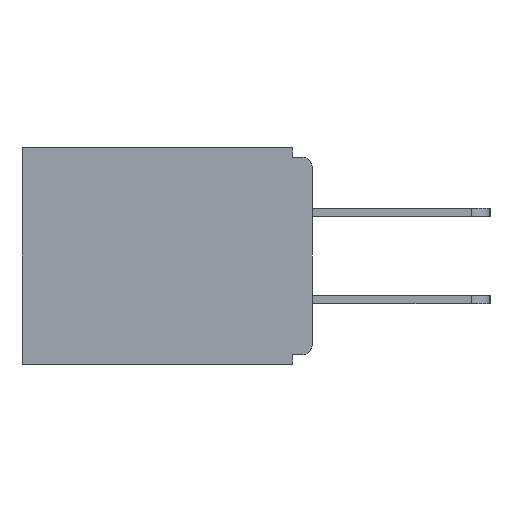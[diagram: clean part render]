
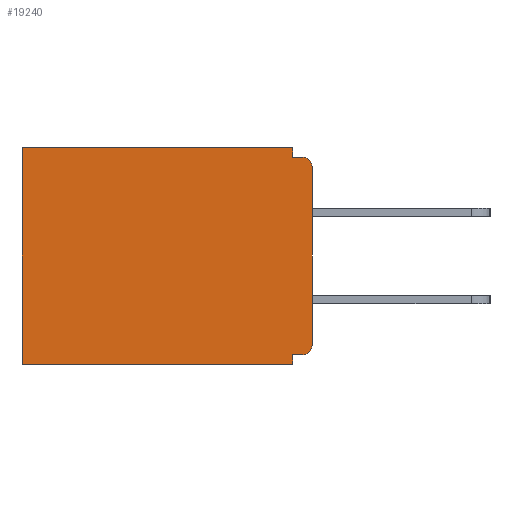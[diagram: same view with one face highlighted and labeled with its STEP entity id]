
A CAD part, left-side view. The second image highlights one B-rep face of the part: STEP entity #19240.
In plain terms, the highlighted planar face has unit normal (-1, 0, 0).
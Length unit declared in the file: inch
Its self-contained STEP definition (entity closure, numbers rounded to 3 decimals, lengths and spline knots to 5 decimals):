
#44 = ORIENTED_EDGE ( 'NONE', *, *, #7523, .F. ) ;
#192 = ORIENTED_EDGE ( 'NONE', *, *, #1560, .F. ) ;
#334 = VERTEX_POINT ( 'NONE', #11062 ) ;
#938 = VECTOR ( 'NONE', #24549, 39.37008 ) ;
#1560 = EDGE_CURVE ( 'NONE', #25109, #334, #21932, .T. ) ;
#1682 = EDGE_CURVE ( 'NONE', #25665, #7412, #17728, .T. ) ;
#1893 = CARTESIAN_POINT ( 'NONE',  ( 0.298, 0., -0.343 ) ) ;
#1913 = VERTEX_POINT ( 'NONE', #6837 ) ;
#1993 = DIRECTION ( 'NONE',  ( 0., 1., 0. ) ) ;
#2189 = PLANE ( 'NONE',  #4409 ) ;
#2308 = VERTEX_POINT ( 'NONE', #2515 ) ;
#2362 = DIRECTION ( 'NONE',  ( 1., 0., 0. ) ) ;
#2515 = CARTESIAN_POINT ( 'NONE',  ( 0.298, 0.015, -0.015 ) ) ;
#3672 = ORIENTED_EDGE ( 'NONE', *, *, #13623, .T. ) ;
#4222 = ORIENTED_EDGE ( 'NONE', *, *, #15121, .T. ) ;
#4409 = AXIS2_PLACEMENT_3D ( 'NONE', #8646, #2362, #12800 ) ;
#4871 = VECTOR ( 'NONE', #24651, 39.37008 ) ;
#5339 = CARTESIAN_POINT ( 'NONE',  ( 0.298, 0.015, -0.328 ) ) ;
#5813 = CARTESIAN_POINT ( 'NONE',  ( 0.298, 0.031, -0.328 ) ) ;
#5935 = CARTESIAN_POINT ( 'NONE',  ( 0.298, 0., -0.015 ) ) ;
#6625 = VERTEX_POINT ( 'NONE', #15703 ) ;
#6670 = VECTOR ( 'NONE', #24214, 39.37008 ) ;
#6816 = CARTESIAN_POINT ( 'NONE',  ( 0.298, 0., 0. ) ) ;
#6837 = CARTESIAN_POINT ( 'NONE',  ( 0.298, 0.031, 0. ) ) ;
#7412 = VERTEX_POINT ( 'NONE', #21148 ) ;
#7523 = EDGE_CURVE ( 'NONE', #6625, #7412, #17925, .T. ) ;
#8646 = CARTESIAN_POINT ( 'NONE',  ( 0.298, 0., 0. ) ) ;
#9830 = CARTESIAN_POINT ( 'NONE',  ( 0.298, 0.46, 0. ) ) ;
#9953 = EDGE_LOOP ( 'NONE', ( #20217, #23598, #11057, #4222, #3672, #13119, #192, #23305, #22160, #44 ) ) ;
#10198 = DIRECTION ( 'NONE',  ( 0., 0., -1. ) ) ;
#10339 = CARTESIAN_POINT ( 'NONE',  ( 0.298, 0., -0.328 ) ) ;
#10538 = VECTOR ( 'NONE', #26545, 39.37008 ) ;
#11057 = ORIENTED_EDGE ( 'NONE', *, *, #19596, .F. ) ;
#11062 = CARTESIAN_POINT ( 'NONE',  ( 0.298, 0.031, -0.343 ) ) ;
#11336 = CARTESIAN_POINT ( 'NONE',  ( 0.298, 0.031, -0.015 ) ) ;
#11454 = CIRCLE ( 'NONE', #17713, 0.015 ) ;
#11825 = EDGE_CURVE ( 'NONE', #334, #20797, #14271, .T. ) ;
#11864 = CARTESIAN_POINT ( 'NONE',  ( 0.298, 0.031, -0.343 ) ) ;
#11926 = DIRECTION ( 'NONE',  ( 0., 1., 0. ) ) ;
#12800 = DIRECTION ( 'NONE',  ( 0., 0., -1. ) ) ;
#13119 = ORIENTED_EDGE ( 'NONE', *, *, #11825, .F. ) ;
#13249 = VECTOR ( 'NONE', #1993, 39.37008 ) ;
#13623 = EDGE_CURVE ( 'NONE', #22393, #20797, #21350, .T. ) ;
#14271 = LINE ( 'NONE', #1893, #4871 ) ;
#15121 = EDGE_CURVE ( 'NONE', #1913, #22393, #22586, .T. ) ;
#15317 = VECTOR ( 'NONE', #17432, 39.37008 ) ;
#15691 = DIRECTION ( 'NONE',  ( 0., 0., -1. ) ) ;
#15703 = CARTESIAN_POINT ( 'NONE',  ( 0.298, 0., -0.03 ) ) ;
#15855 = CARTESIAN_POINT ( 'NONE',  ( 0.298, 0.031, -0.343 ) ) ;
#17432 = DIRECTION ( 'NONE',  ( 0., 0., -1. ) ) ;
#17713 = AXIS2_PLACEMENT_3D ( 'NONE', #20005, #26209, #15691 ) ;
#17728 = CIRCLE ( 'NONE', #19729, 0.015 ) ;
#17925 = LINE ( 'NONE', #6816, #15317 ) ;
#18180 = VERTEX_POINT ( 'NONE', #11336 ) ;
#18298 = DIRECTION ( 'NONE',  ( -1., 0., 0. ) ) ;
#19240 = ADVANCED_FACE ( 'NONE', ( #23780 ), #2189, .F. ) ;
#19456 = LINE ( 'NONE', #10339, #13249 ) ;
#19596 = EDGE_CURVE ( 'NONE', #1913, #18180, #26018, .T. ) ;
#19673 = LINE ( 'NONE', #5935, #10538 ) ;
#19729 = AXIS2_PLACEMENT_3D ( 'NONE', #26378, #18298, #20195 ) ;
#20005 = CARTESIAN_POINT ( 'NONE',  ( 0.298, 0.015, -0.03 ) ) ;
#20195 = DIRECTION ( 'NONE',  ( 0., 0., -1. ) ) ;
#20217 = ORIENTED_EDGE ( 'NONE', *, *, #23199, .T. ) ;
#20318 = CARTESIAN_POINT ( 'NONE',  ( 0.298, 0., 0. ) ) ;
#20797 = VERTEX_POINT ( 'NONE', #25299 ) ;
#21148 = CARTESIAN_POINT ( 'NONE',  ( 0.298, 0., -0.313 ) ) ;
#21350 = LINE ( 'NONE', #9830, #23341 ) ;
#21921 = VECTOR ( 'NONE', #11926, 39.37008 ) ;
#21932 = LINE ( 'NONE', #15855, #6670 ) ;
#22160 = ORIENTED_EDGE ( 'NONE', *, *, #1682, .T. ) ;
#22346 = EDGE_CURVE ( 'NONE', #18180, #2308, #19673, .T. ) ;
#22393 = VERTEX_POINT ( 'NONE', #26913 ) ;
#22586 = LINE ( 'NONE', #20318, #21921 ) ;
#23199 = EDGE_CURVE ( 'NONE', #6625, #2308, #11454, .T. ) ;
#23305 = ORIENTED_EDGE ( 'NONE', *, *, #26267, .F. ) ;
#23341 = VECTOR ( 'NONE', #10198, 39.37008 ) ;
#23598 = ORIENTED_EDGE ( 'NONE', *, *, #22346, .F. ) ;
#23780 = FACE_OUTER_BOUND ( 'NONE', #9953, .T. ) ;
#24214 = DIRECTION ( 'NONE',  ( 0., 0., -1. ) ) ;
#24549 = DIRECTION ( 'NONE',  ( 0., 0., -1. ) ) ;
#24651 = DIRECTION ( 'NONE',  ( 0., 1., 0. ) ) ;
#25109 = VERTEX_POINT ( 'NONE', #5813 ) ;
#25299 = CARTESIAN_POINT ( 'NONE',  ( 0.298, 0.46, -0.343 ) ) ;
#25665 = VERTEX_POINT ( 'NONE', #5339 ) ;
#26018 = LINE ( 'NONE', #11864, #938 ) ;
#26209 = DIRECTION ( 'NONE',  ( -1., 0., 0. ) ) ;
#26267 = EDGE_CURVE ( 'NONE', #25665, #25109, #19456, .T. ) ;
#26378 = CARTESIAN_POINT ( 'NONE',  ( 0.298, 0.015, -0.313 ) ) ;
#26545 = DIRECTION ( 'NONE',  ( 0., -1., 0. ) ) ;
#26913 = CARTESIAN_POINT ( 'NONE',  ( 0.298, 0.46, 0. ) ) ;
